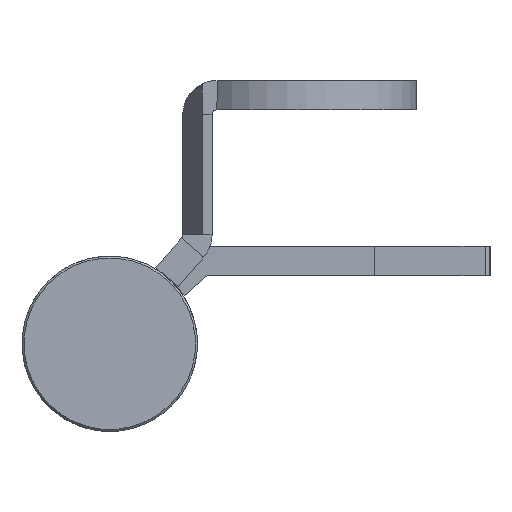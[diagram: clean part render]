
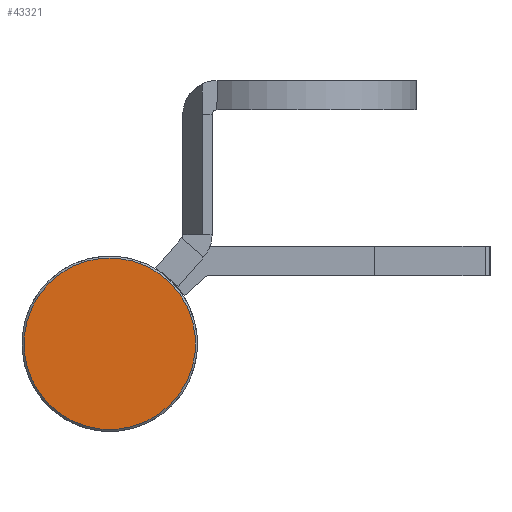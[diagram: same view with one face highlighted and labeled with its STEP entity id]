
A CAD part, left-side view. The second image highlights one B-rep face of the part: STEP entity #43321.
In plain terms, the highlighted face is planar.
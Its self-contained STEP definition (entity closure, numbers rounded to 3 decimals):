
#3714 = EDGE_CURVE ( 'NONE', #19916, #29346, #6637, .T. ) ;
#3725 = FACE_OUTER_BOUND ( 'NONE', #13645, .T. ) ;
#4045 = AXIS2_PLACEMENT_3D ( 'NONE', #44258, #47874, #33334 ) ;
#4225 = CARTESIAN_POINT ( 'NONE',  ( 37., 0., 0. ) ) ;
#4898 = EDGE_CURVE ( 'NONE', #29346, #19916, #23779, .T. ) ;
#6637 = CIRCLE ( 'NONE', #10511, 8.8 ) ;
#8140 = DIRECTION ( 'NONE',  ( -1., 0., 0. ) ) ;
#10511 = AXIS2_PLACEMENT_3D ( 'NONE', #4225, #8140, #18813 ) ;
#11396 = AXIS2_PLACEMENT_3D ( 'NONE', #16614, #12488, #28237 ) ;
#12488 = DIRECTION ( 'NONE',  ( -1., 0., 0. ) ) ;
#13645 = EDGE_LOOP ( 'NONE', ( #25539, #42582 ) ) ;
#16614 = CARTESIAN_POINT ( 'NONE',  ( 37., 0., 0. ) ) ;
#18813 = DIRECTION ( 'NONE',  ( 0., 0., 1. ) ) ;
#19916 = VERTEX_POINT ( 'NONE', #20278 ) ;
#20278 = CARTESIAN_POINT ( 'NONE',  ( 37., 0., -8.8 ) ) ;
#22445 = CARTESIAN_POINT ( 'NONE',  ( 37., 0., 8.8 ) ) ;
#23779 = CIRCLE ( 'NONE', #11396, 8.8 ) ;
#25539 = ORIENTED_EDGE ( 'NONE', *, *, #4898, .F. ) ;
#28237 = DIRECTION ( 'NONE',  ( 0., 0., 1. ) ) ;
#29346 = VERTEX_POINT ( 'NONE', #22445 ) ;
#33085 = PLANE ( 'NONE',  #4045 ) ;
#33334 = DIRECTION ( 'NONE',  ( 0., 0., 1. ) ) ;
#42582 = ORIENTED_EDGE ( 'NONE', *, *, #3714, .F. ) ;
#43321 = ADVANCED_FACE ( 'NONE', ( #3725 ), #33085, .F. ) ;
#44258 = CARTESIAN_POINT ( 'NONE',  ( 37., 8.8, 0. ) ) ;
#47874 = DIRECTION ( 'NONE',  ( -1., 0., 0. ) ) ;
